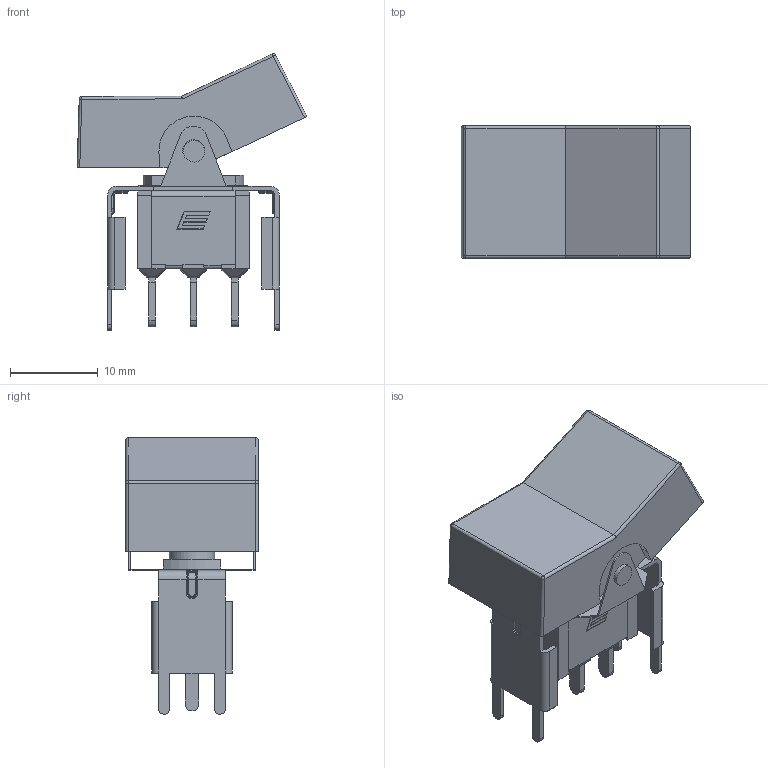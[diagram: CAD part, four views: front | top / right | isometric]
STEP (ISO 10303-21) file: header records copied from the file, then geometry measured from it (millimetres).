
FILE_DESCRIPTION(/* description */ (''),/* implementation_level */ '2;1');
FILE_NAME(/* name */ '300SPxR3xxxVS4xE.stp',/* time_stamp */ '2026-01-30T19:43:56-06:00',/* author */ ('jmeyers'),/* organization */ (''),/* preprocessor_version */ 'ST-DEVELOPER v18.1',/* originating_system */ 'Autodesk Inventor 2022',/* authorisation */ '');
FILE_SCHEMA (('AUTOMOTIVE_DESIGN { 1 0 10303 214 3 1 1 }'));
Length unit declared in the file: inch
Products named in the file (1): Part41
Bounding box: 26.15 x 15.11 x 31.49 mm (x, y, z)
Volume: 2344 mm3; surface area: 3674.8 mm2
Topology: 1 solids, 7 shells, 433 faces, 1078 edges, 642 vertices
Faces by surface type: plane 258, cylinder 127, torus 32, sphere 16
Full cylindrical faces by diameter (mm): 2.45 x2, 3.2 x1, 5.2 x1
Entity records: 12583 total; most frequent: DIRECTION 2234, CARTESIAN_POINT 2138, ORIENTED_EDGE 2124, EDGE_CURVE 1062, LINE 758, VECTOR 758, AXIS2_PLACEMENT_3D 738, VERTEX_POINT 642
